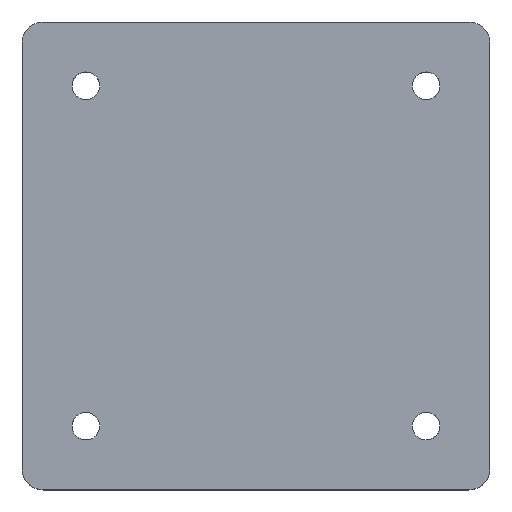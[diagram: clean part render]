
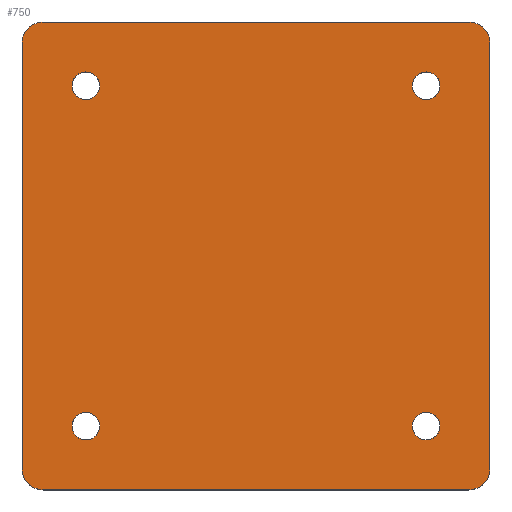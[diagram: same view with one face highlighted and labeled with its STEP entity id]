
A CAD part, top view. The second image highlights one B-rep face of the part: STEP entity #750.
In plain terms, the highlighted planar face has unit normal (0, 0, 1).
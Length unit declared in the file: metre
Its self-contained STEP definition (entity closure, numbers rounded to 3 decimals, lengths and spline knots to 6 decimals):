
#7 = CARTESIAN_POINT('', (0.05, -0.055, 0.008));
#8 = VERTEX_POINT('', #7);
#9 = CARTESIAN_POINT('', (0.055, -0.05, 0.008));
#10 = VERTEX_POINT('', #9);
#15 = CARTESIAN_POINT('', (0.055, 0.05, 0.008));
#16 = VERTEX_POINT('', #15);
#17 = CARTESIAN_POINT('', (0.05, 0.055, 0.008));
#18 = VERTEX_POINT('', #17);
#23 = CARTESIAN_POINT('', (-0.05, 0.055, 0.008));
#24 = VERTEX_POINT('', #23);
#25 = CARTESIAN_POINT('', (-0.055, 0.05, 0.008));
#26 = VERTEX_POINT('', #25);
#31 = CARTESIAN_POINT('', (-0.05, -0.055, 0.008));
#32 = VERTEX_POINT('', #31);
#33 = CARTESIAN_POINT('', (-0.055, -0.05, 0.008));
#34 = VERTEX_POINT('', #33);
#39 = CARTESIAN_POINT('', (-0.03675, -0.04, 0.008));
#40 = VERTEX_POINT('', #39);
#43 = CARTESIAN_POINT('', (-0.03675, 0.04, 0.008));
#44 = VERTEX_POINT('', #43);
#47 = CARTESIAN_POINT('', (0.04325, -0.04, 0.008));
#48 = VERTEX_POINT('', #47);
#51 = CARTESIAN_POINT('', (0.04325, 0.04, 0.008));
#52 = VERTEX_POINT('', #51);
#57 = DIRECTION('', (0., -1, 0));
#58 = DIRECTION('', (0, 0, 1));
#59 = CARTESIAN_POINT('', (0.05, -0.05, 0.008));
#60 = AXIS2_PLACEMENT_3D('', #59, #58, #57);
#61 = CIRCLE('', #60, 0.005);
#75 = DIRECTION('', (1, 0., 0));
#76 = DIRECTION('', (-0, -0, 1));
#77 = CARTESIAN_POINT('', (0.05, 0.05, 0.008));
#78 = AXIS2_PLACEMENT_3D('', #77, #76, #75);
#79 = CIRCLE('', #78, 0.005);
#93 = DIRECTION('', (0, -1, 0));
#94 = VECTOR('', #93, 1);
#95 = CARTESIAN_POINT('', (0.055, 0.05, 0.008));
#96 = LINE('', #95, #94);
#101 = DIRECTION('', (0., 1, 0));
#102 = DIRECTION('', (0, -0, 1));
#103 = CARTESIAN_POINT('', (-0.05, 0.05, 0.008));
#104 = AXIS2_PLACEMENT_3D('', #103, #102, #101);
#105 = CIRCLE('', #104, 0.005);
#119 = DIRECTION('', (1, -0, 0));
#120 = VECTOR('', #119, 1);
#121 = CARTESIAN_POINT('', (-0.05, 0.055, 0.008));
#122 = LINE('', #121, #120);
#127 = DIRECTION('', (0., -1, 0));
#128 = DIRECTION('', (0, -0, -1));
#129 = CARTESIAN_POINT('', (-0.05, -0.05, 0.008));
#130 = AXIS2_PLACEMENT_3D('', #129, #128, #127);
#131 = CIRCLE('', #130, 0.005);
#145 = DIRECTION('', (-1, -0, 0.));
#146 = VECTOR('', #145, 1);
#147 = CARTESIAN_POINT('', (0.05, -0.055, 0.008));
#148 = LINE('', #147, #146);
#153 = DIRECTION('', (0, 1, 0));
#154 = VECTOR('', #153, 1);
#155 = CARTESIAN_POINT('', (-0.055, -0.05, 0.008));
#156 = LINE('', #155, #154);
#225 = DIRECTION('', (1, 0, 0));
#226 = DIRECTION('', (0, -0, 1));
#227 = CARTESIAN_POINT('', (-0.04, -0.04, 0.008));
#228 = AXIS2_PLACEMENT_3D('', #227, #226, #225);
#229 = CIRCLE('', #228, 0.00325);
#362 = DIRECTION('', (1, 0, 0));
#363 = DIRECTION('', (0, -0, 1));
#364 = CARTESIAN_POINT('', (-0.04, 0.04, 0.008));
#365 = AXIS2_PLACEMENT_3D('', #364, #363, #362);
#366 = CIRCLE('', #365, 0.00325);
#499 = DIRECTION('', (1, 0, 0));
#500 = DIRECTION('', (0, -0, 1));
#501 = CARTESIAN_POINT('', (0.04, -0.04, 0.008));
#502 = AXIS2_PLACEMENT_3D('', #501, #500, #499);
#503 = CIRCLE('', #502, 0.00325);
#572 = DIRECTION('', (1, 0, 0));
#573 = DIRECTION('', (0, -0, 1));
#574 = CARTESIAN_POINT('', (0.04, 0.04, 0.008));
#575 = AXIS2_PLACEMENT_3D('', #574, #573, #572);
#576 = CIRCLE('', #575, 0.00325);
#578 = EDGE_CURVE('', #8, #10, #61, .T.);
#582 = EDGE_CURVE('', #16, #18, #79, .T.);
#586 = EDGE_CURVE('', #16, #10, #96, .T.);
#588 = EDGE_CURVE('', #24, #26, #105, .T.);
#592 = EDGE_CURVE('', #24, #18, #122, .T.);
#594 = EDGE_CURVE('', #32, #34, #131, .T.);
#598 = EDGE_CURVE('', #8, #32, #148, .T.);
#600 = EDGE_CURVE('', #34, #26, #156, .T.);
#603 = EDGE_CURVE('', #40, #40, #229, .T.);
#606 = EDGE_CURVE('', #44, #44, #366, .T.);
#609 = EDGE_CURVE('', #48, #48, #503, .T.);
#612 = EDGE_CURVE('', #52, #52, #576, .T.);
#633 = CARTESIAN_POINT('', (0, 0, 0.008));
#634 = DIRECTION('', (0, -0, 1));
#635 = AXIS2_PLACEMENT_3D('', #633, #634, $);
#636 = PLANE('', #635);
#728 = ORIENTED_EDGE('', *, *, #594, .F.);
#729 = ORIENTED_EDGE('', *, *, #598, .F.);
#730 = ORIENTED_EDGE('', *, *, #578, .T.);
#731 = ORIENTED_EDGE('', *, *, #586, .F.);
#732 = ORIENTED_EDGE('', *, *, #582, .T.);
#733 = ORIENTED_EDGE('', *, *, #592, .F.);
#734 = ORIENTED_EDGE('', *, *, #588, .T.);
#735 = ORIENTED_EDGE('', *, *, #600, .F.);
#736 = ORIENTED_EDGE('', *, *, #603, .F.);
#737 = ORIENTED_EDGE('', *, *, #606, .F.);
#738 = ORIENTED_EDGE('', *, *, #609, .F.);
#739 = ORIENTED_EDGE('', *, *, #612, .F.);
#740 = EDGE_LOOP('', (#728, #729, #730, #731, #732, #733, #734, #735));
#741 = FACE_BOUND('', #740, .T.);
#742 = EDGE_LOOP('', (#736));
#743 = FACE_BOUND('', #742, .T.);
#744 = EDGE_LOOP('', (#737));
#745 = FACE_BOUND('', #744, .T.);
#746 = EDGE_LOOP('', (#738));
#747 = FACE_BOUND('', #746, .T.);
#748 = EDGE_LOOP('', (#739));
#749 = FACE_BOUND('', #748, .T.);
#750 = ADVANCED_FACE('', (#741, #743, #745, #747, #749), #636, .T.);
